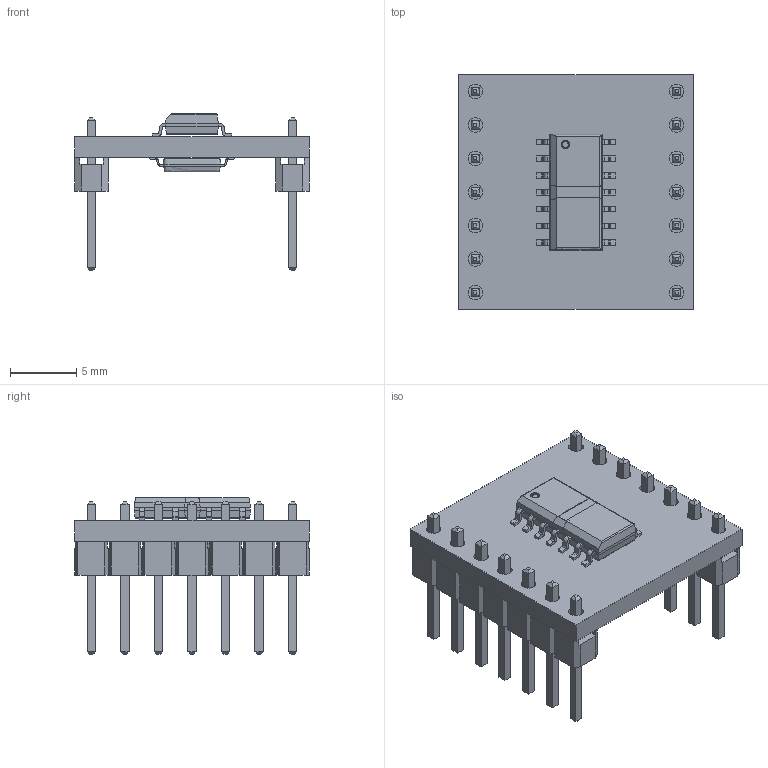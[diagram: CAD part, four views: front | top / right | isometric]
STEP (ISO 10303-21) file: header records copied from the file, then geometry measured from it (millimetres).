
FILE_DESCRIPTION(('Open CASCADE Model'),'2;1');
FILE_NAME('Open CASCADE Shape Model','2017-10-02T20:59:15',('Author'),( 'Open CASCADE'),'Open CASCADE STEP processor 6.8','Open CASCADE 6.8' ,'Unknown');
FILE_SCHEMA(('AUTOMOTIVE_DESIGN { 1 0 10303 214 1 1 1 1 }'));
Length unit declared in the file: millimetre
Products named in the file (11): PCB; Board; TSSOP14; TSSOP-14; SO14; SOIC14; X1; 61300711121; 6130xx11121_PIN; X2
Assembly tree (17 placements, depth 4):
  PCB
    Board
    TSSOP14
      TSSOP-14
    SO14
      SOIC14
    X1
      61300711121
        6130xx11121_PIN  x7
        61300711121
    X2
      61300711121
        6130xx11121_PIN  x7
        61300711121
Bounding box: 17.78 x 17.78 x 11.87 mm (x, y, z)
Volume: 797.2 mm3; surface area: 2021.4 mm2
Topology: 39 solids, 39 shells, 943 faces, 2505 edges, 1612 vertices
Faces by surface type: bspline 490, plane 439, cylinder 14
Full cylindrical faces by diameter (mm): 1.1 x14
Entity records: 40262 total; most frequent: CARTESIAN_POINT 26560, ORIENTED_EDGE 3650, EDGE_CURVE 1825, B_SPLINE_CURVE_WITH_KNOTS 1419, VERTEX_POINT 1204, DIRECTION 784, FACE_BOUND 711, EDGE_LOOP 711
